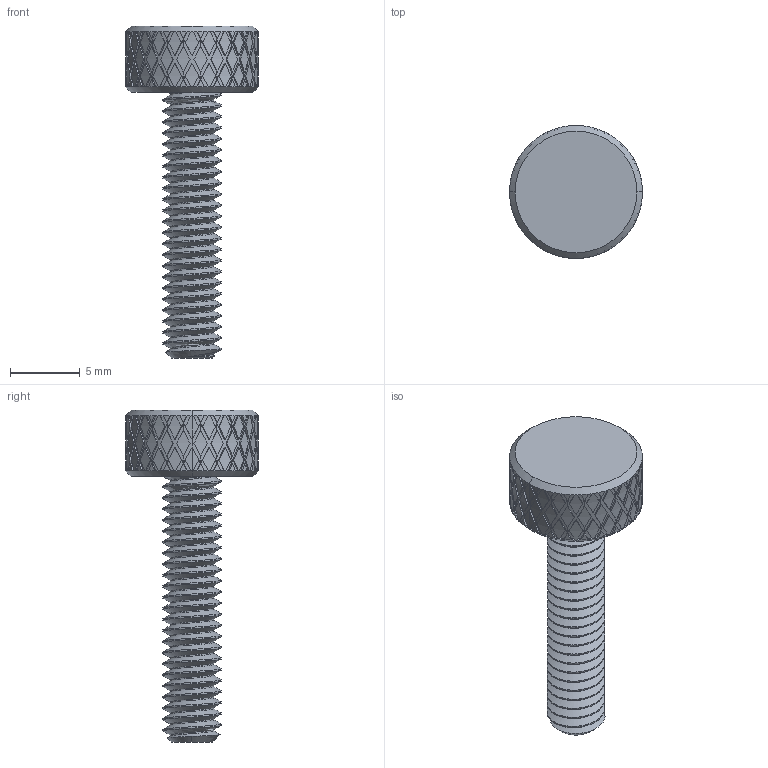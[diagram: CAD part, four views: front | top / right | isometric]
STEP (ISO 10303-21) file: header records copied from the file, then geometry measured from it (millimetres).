
FILE_DESCRIPTION (( 'STEP AP203' ), '1' );
FILE_NAME ('91746A226.step', '2013-12-20T18:58:00', ( '' ), ( '' ), 'SwSTEP 2.0', 'SolidWorks 2010', '' );
FILE_SCHEMA (( 'CONFIG_CONTROL_DESIGN' ));
Length unit declared in the file: inch
Products named in the file (1): 91746A226
Bounding box: 9.53 x 9.53 x 23.81 mm (x, y, z)
Volume: 530.5 mm3; surface area: 695 mm2
Topology: 1 solids, 1 shells, 783 faces, 1853 edges, 1073 vertices
Faces by surface type: plane 483, cylinder 291, cone 6, bspline 3
Entity records: 25478 total; most frequent: CARTESIAN_POINT 10329, ORIENTED_EDGE 3706, DIRECTION 2746, EDGE_CURVE 1853, AXIS2_PLACEMENT_3D 1081, VERTEX_POINT 1073, EDGE_LOOP 784, FACE_OUTER_BOUND 783
